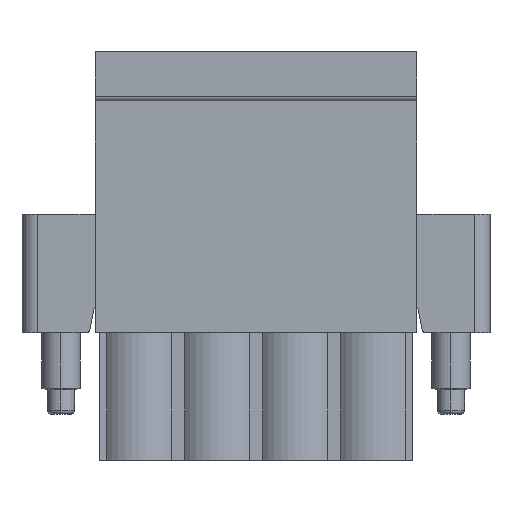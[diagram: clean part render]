
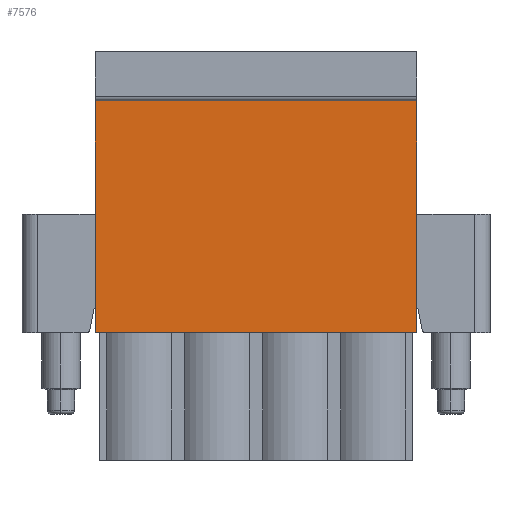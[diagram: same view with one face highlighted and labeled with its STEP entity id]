
A CAD part, top view. The second image highlights one B-rep face of the part: STEP entity #7576.
In plain terms, the highlighted planar face has unit normal (0, 0, 1).
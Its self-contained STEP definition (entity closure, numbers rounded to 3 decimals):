
#13=DIRECTION('',(0.,-1.,0.));
#14=VECTOR('',#13,15.1);
#15=CARTESIAN_POINT('',(0.,9.44,6.96));
#16=LINE('',#15,#14);
#326=DIRECTION('',(-1.,0.,0.));
#327=VECTOR('',#326,20.94);
#328=CARTESIAN_POINT('',(0.,-5.66,6.96));
#329=LINE('',#328,#327);
#1167=DIRECTION('',(0.,-1.,0.));
#1168=VECTOR('',#1167,15.1);
#1169=CARTESIAN_POINT('',(-20.94,9.44,6.96));
#1170=LINE('',#1169,#1168);
#2437=DIRECTION('',(-1.,0.,0.));
#2438=VECTOR('',#2437,20.94);
#2439=CARTESIAN_POINT('',(0.,9.44,6.96));
#2440=LINE('',#2439,#2438);
#3431=CARTESIAN_POINT('',(0.,9.44,6.96));
#3432=CARTESIAN_POINT('',(0.,-5.66,6.96));
#3433=VERTEX_POINT('',#3431);
#3434=VERTEX_POINT('',#3432);
#3477=CARTESIAN_POINT('',(-20.94,9.44,6.96));
#3478=CARTESIAN_POINT('',(-20.94,-5.66,6.96));
#3479=VERTEX_POINT('',#3477);
#3480=VERTEX_POINT('',#3478);
#7565=CARTESIAN_POINT('',(0.,9.44,6.96));
#7566=DIRECTION('',(0.,0.,1.));
#7567=DIRECTION('',(0.,-1.,0.));
#7568=AXIS2_PLACEMENT_3D('',#7565,#7566,#7567);
#7569=PLANE('',#7568);
#7570=ORIENTED_EDGE('',*,*,#4498,.T.);
#7571=ORIENTED_EDGE('',*,*,#4641,.T.);
#7572=ORIENTED_EDGE('',*,*,#5938,.F.);
#7573=ORIENTED_EDGE('',*,*,#7558,.F.);
#7574=EDGE_LOOP('',(#7570,#7571,#7572,#7573));
#7575=FACE_OUTER_BOUND('',#7574,.F.);
#7576=ADVANCED_FACE('',(#7575),#7569,.T.);
#4498=EDGE_CURVE('',#3433,#3434,#16,.T.);
#4641=EDGE_CURVE('',#3434,#3480,#329,.T.);
#5938=EDGE_CURVE('',#3479,#3480,#1170,.T.);
#7558=EDGE_CURVE('',#3433,#3479,#2440,.T.);
